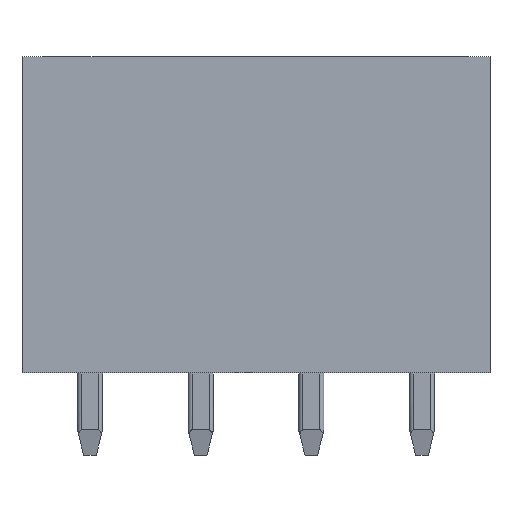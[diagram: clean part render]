
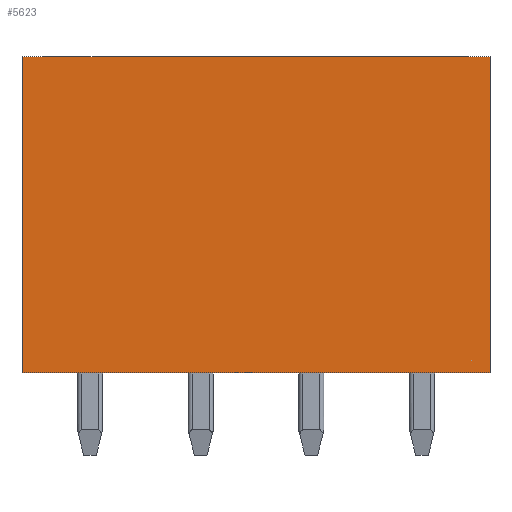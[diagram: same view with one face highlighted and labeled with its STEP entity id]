
A CAD part, front view. The second image highlights one B-rep face of the part: STEP entity #5623.
In plain terms, the highlighted planar face has unit normal (0, -1, 0).
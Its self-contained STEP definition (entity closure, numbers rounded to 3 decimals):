
#1=DIRECTION('',(0.,0.,-1.));
#2=VECTOR('',#1,10.);
#3=CARTESIAN_POINT('',(0.,-5.3,3.7));
#4=LINE('',#3,#2);
#17=DIRECTION('',(-1.,0.,0.));
#18=VECTOR('',#17,14.8);
#19=CARTESIAN_POINT('',(0.,-5.3,3.7));
#20=LINE('',#19,#18);
#21=DIRECTION('',(-1.,0.,0.));
#22=VECTOR('',#21,14.8);
#23=CARTESIAN_POINT('',(0.,-5.3,-6.3));
#24=LINE('',#23,#22);
#481=DIRECTION('',(0.,0.,-1.));
#482=VECTOR('',#481,10.);
#483=CARTESIAN_POINT('',(-14.8,-5.3,3.7));
#484=LINE('',#483,#482);
#4449=CARTESIAN_POINT('',(0.,-5.3,3.7));
#4450=CARTESIAN_POINT('',(0.,-5.3,-6.3));
#4451=VERTEX_POINT('',#4449);
#4452=VERTEX_POINT('',#4450);
#4457=CARTESIAN_POINT('',(-14.8,-5.3,3.7));
#4458=CARTESIAN_POINT('',(-14.8,-5.3,-6.3));
#4459=VERTEX_POINT('',#4457);
#4460=VERTEX_POINT('',#4458);
#5609=CARTESIAN_POINT('',(0.,-5.3,3.7));
#5610=DIRECTION('',(0.,-1.,0.));
#5611=DIRECTION('',(0.,0.,-1.));
#5612=AXIS2_PLACEMENT_3D('',#5609,#5610,#5611);
#5613=PLANE('',#5612);
#5614=ORIENTED_EDGE('',*,*,#5598,.T.);
#5616=ORIENTED_EDGE('',*,*,#5615,.T.);
#5618=ORIENTED_EDGE('',*,*,#5617,.F.);
#5620=ORIENTED_EDGE('',*,*,#5619,.F.);
#5621=EDGE_LOOP('',(#5614,#5616,#5618,#5620));
#5622=FACE_OUTER_BOUND('',#5621,.F.);
#5623=ADVANCED_FACE('',(#5622),#5613,.T.);
#5598=EDGE_CURVE('',#4451,#4452,#4,.T.);
#5615=EDGE_CURVE('',#4452,#4460,#24,.T.);
#5617=EDGE_CURVE('',#4459,#4460,#484,.T.);
#5619=EDGE_CURVE('',#4451,#4459,#20,.T.);
